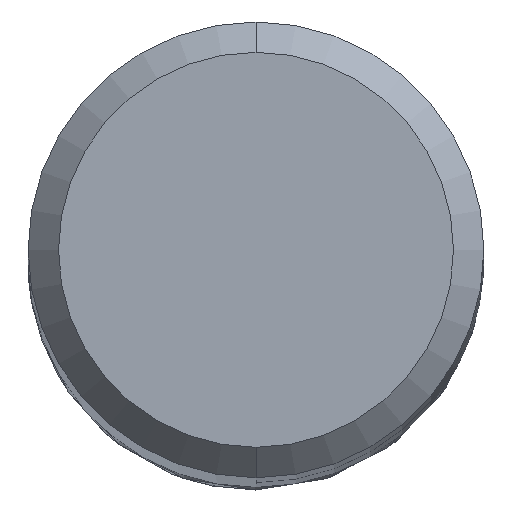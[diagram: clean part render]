
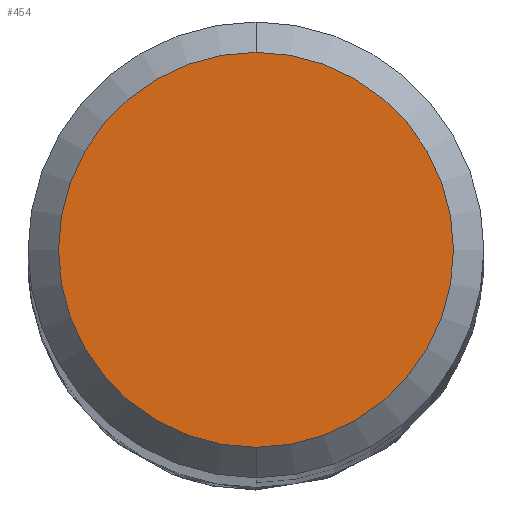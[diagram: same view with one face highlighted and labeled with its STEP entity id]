
A CAD part, top view. The second image highlights one B-rep face of the part: STEP entity #454.
In plain terms, the highlighted planar face has unit normal (0, 0, 1).
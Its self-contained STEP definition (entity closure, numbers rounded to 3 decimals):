
#180=VERTEX_POINT('',#482);
#216=EDGE_CURVE('',#180,#440,#523,.T.);
#218=EDGE_CURVE('',#440,#180,#525,.T.);
#440=VERTEX_POINT('',#768);
#454=ADVANCED_FACE('',(#783),#784,.T.);
#482=CARTESIAN_POINT('',(0.,-2.6,0.0));
#523=CIRCLE('',#2130,2.6);
#525=CIRCLE('',#2133,2.6);
#768=CARTESIAN_POINT('',(0.0,2.6,0.0));
#783=FACE_OUTER_BOUND('',#3645,.T.);
#784=PLANE('',#3646);
#2130=AXIS2_PLACEMENT_3D('',#3716,#3717,#3718);
#2133=AXIS2_PLACEMENT_3D('',#3719,#3720,#3721);
#3645=EDGE_LOOP('',(#3993,#3994));
#3646=AXIS2_PLACEMENT_3D('',#3995,#3996,#3997);
#3716=CARTESIAN_POINT('',(0.0,0.0,0.0));
#3717=DIRECTION('',(0.0,0.0,-1.0));
#3718=DIRECTION('',(0.0,1.0,0.0));
#3719=CARTESIAN_POINT('',(0.0,0.0,0.0));
#3720=DIRECTION('',(0.0,0.0,-1.0));
#3721=DIRECTION('',(0.0,1.0,0.0));
#3993=ORIENTED_EDGE('',*,*,#218,.F.);
#3994=ORIENTED_EDGE('',*,*,#216,.F.);
#3995=CARTESIAN_POINT('',(0.0,1.3,0.0));
#3996=DIRECTION('',(-0.0,0.0,1.0));
#3997=DIRECTION('',(0.0,-1.0,0.0));
